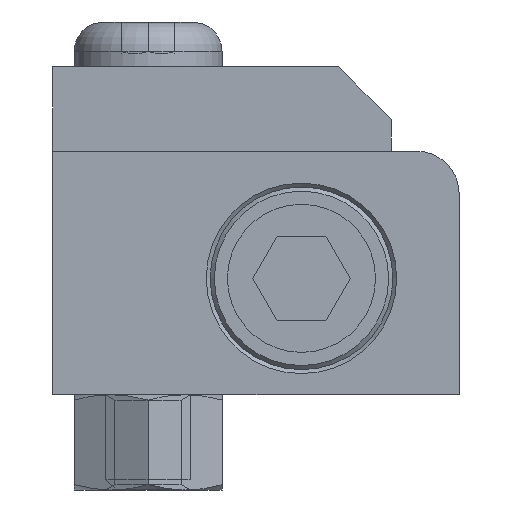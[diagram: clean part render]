
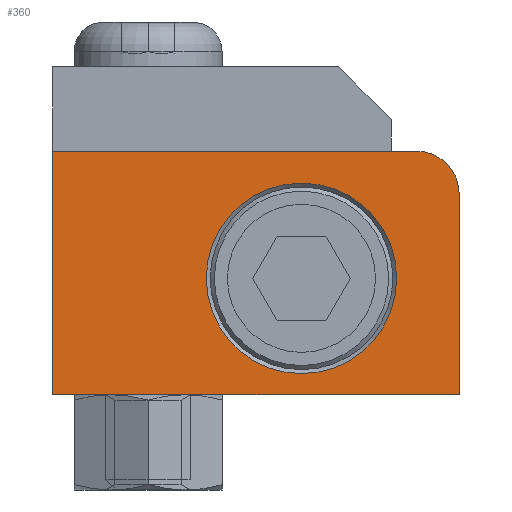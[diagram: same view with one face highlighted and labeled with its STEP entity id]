
A CAD part, left-side view. The second image highlights one B-rep face of the part: STEP entity #360.
In plain terms, the highlighted planar face has unit normal (-1, 0, 0).
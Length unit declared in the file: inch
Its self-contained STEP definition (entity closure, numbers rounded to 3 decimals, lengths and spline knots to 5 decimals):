
#256=CARTESIAN_POINT('',(-39.27551,-5.24061,0.04447));
#257=VERTEX_POINT('',#256);
#258=CARTESIAN_POINT('',(-39.27551,-4.95936,0.04447));
#259=DIRECTION('',(-1.0,0.0,0.0));
#260=DIRECTION('',(0.0,1.0,0.0));
#261=AXIS2_PLACEMENT_3D('',#258,#259,#260);
#262=CIRCLE('',#261,0.28125);
#263=EDGE_CURVE('',#257,#257,#262,.T.);
#309=CARTESIAN_POINT('',(-39.27551,-5.42499,-0.29928));
#310=DIRECTION('',(-1.0,0.0,0.0));
#311=DIRECTION('',(0.0,0.0,1.0));
#312=AXIS2_PLACEMENT_3D('',#309,#310,#311);
#313=PLANE('',#312);
#314=CARTESIAN_POINT('',(-39.27551,-5.29999,0.41972));
#315=VERTEX_POINT('',#314);
#316=CARTESIAN_POINT('',(-39.27551,-5.42499,0.29472));
#317=VERTEX_POINT('',#316);
#318=CARTESIAN_POINT('',(-39.27551,-5.29999,0.29472));
#319=DIRECTION('',(1.0,0.0,0.0));
#320=DIRECTION('',(0.0,-0.707,0.707));
#321=AXIS2_PLACEMENT_3D('',#318,#319,#320);
#322=CIRCLE('',#321,0.125);
#323=EDGE_CURVE('',#315,#317,#322,.T.);
#324=ORIENTED_EDGE('',*,*,#323,.F.);
#325=CARTESIAN_POINT('',(-39.27551,-4.22499,0.41972));
#326=VERTEX_POINT('',#325);
#327=CARTESIAN_POINT('',(-39.27551,-5.29999,0.41972));
#328=DIRECTION('',(0.0,1.0,0.0));
#329=VECTOR('',#328,1.075);
#330=LINE('',#327,#329);
#331=EDGE_CURVE('',#315,#326,#330,.T.);
#332=ORIENTED_EDGE('',*,*,#331,.T.);
#333=CARTESIAN_POINT('',(-39.27551,-4.22499,-0.29928));
#334=VERTEX_POINT('',#333);
#335=CARTESIAN_POINT('',(-39.27551,-4.22499,-0.29928));
#336=DIRECTION('',(0.0,0.0,1.0));
#337=VECTOR('',#336,0.719);
#338=LINE('',#335,#337);
#339=EDGE_CURVE('',#334,#326,#338,.T.);
#340=ORIENTED_EDGE('',*,*,#339,.F.);
#341=CARTESIAN_POINT('',(-39.27551,-5.42499,-0.29928));
#342=VERTEX_POINT('',#341);
#343=CARTESIAN_POINT('',(-39.27551,-5.42499,-0.29928));
#344=DIRECTION('',(0.0,1.0,0.0));
#345=VECTOR('',#344,1.2);
#346=LINE('',#343,#345);
#347=EDGE_CURVE('',#342,#334,#346,.T.);
#348=ORIENTED_EDGE('',*,*,#347,.F.);
#349=CARTESIAN_POINT('',(-39.27551,-5.42499,-0.29928));
#350=DIRECTION('',(0.0,0.0,1.0));
#351=VECTOR('',#350,0.594);
#352=LINE('',#349,#351);
#353=EDGE_CURVE('',#342,#317,#352,.T.);
#354=ORIENTED_EDGE('',*,*,#353,.T.);
#355=EDGE_LOOP('',(#324,#332,#340,#348,#354));
#356=FACE_OUTER_BOUND('',#355,.T.);
#357=ORIENTED_EDGE('',*,*,#263,.F.);
#358=EDGE_LOOP('',(#357));
#359=FACE_BOUND('',#358,.T.);
#360=ADVANCED_FACE('',(#356,#359),#313,.T.);
